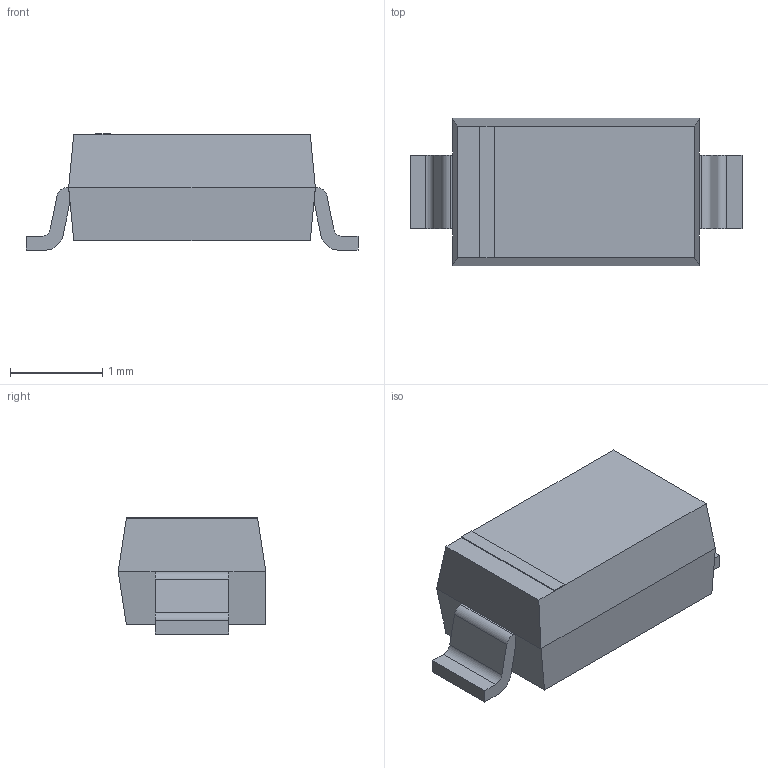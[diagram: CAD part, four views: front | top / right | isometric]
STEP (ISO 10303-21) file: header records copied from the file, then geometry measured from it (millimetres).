
FILE_DESCRIPTION (( 'STEP AP214' ), '1' );
FILE_NAME ('SOD-123_L2.7-W1.6-LS3.STEP', '2022-01-02T03:28:34', ( '' ), ( '' ), 'SwSTEP 2.0', 'SolidWorks 2018', '' );
FILE_SCHEMA (( 'AUTOMOTIVE_DESIGN' ));
Length unit declared in the file: millimetre
Products named in the file (1): SOD-123_L2.7-W1.6-LS3
Bounding box: 3.6 x 1.6 x 1.26 mm (x, y, z)
Volume: 4.8 mm3; surface area: 20.5 mm2
Topology: 1 solids, 1 shells, 98 faces, 255 edges, 166 vertices
Faces by surface type: plane 76, bspline 16, cylinder 6
Entity records: 4298 total; most frequent: CARTESIAN_POINT 1576, ORIENTED_EDGE 510, DIRECTION 401, EDGE_CURVE 255, LINE 211, VECTOR 211, VERTEX_POINT 166, EDGE_LOOP 105
